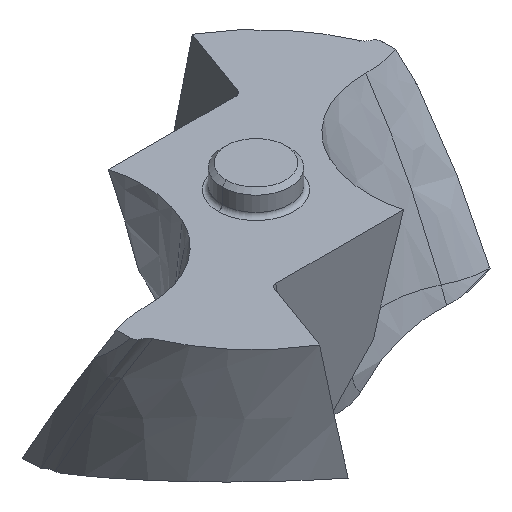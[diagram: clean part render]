
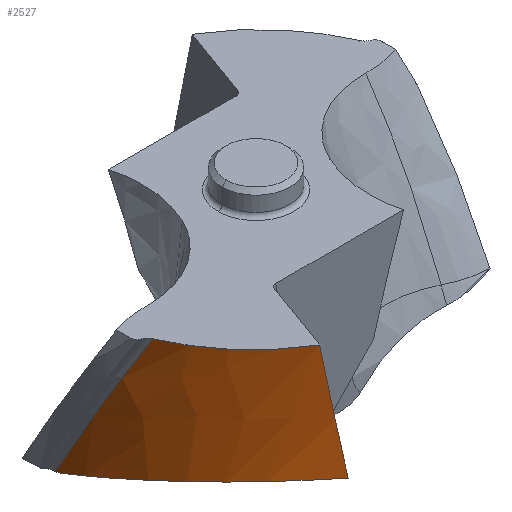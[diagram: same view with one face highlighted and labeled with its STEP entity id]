
A CAD part, isometric view. The second image highlights one B-rep face of the part: STEP entity #2527.
In plain terms, the highlighted free-form (B-spline) face has degree [3, 3] with [7, 5] control points.
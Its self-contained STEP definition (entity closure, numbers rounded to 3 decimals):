
#160=CARTESIAN_POINT('',(-3.758,-6.087,
0.));
#161=CARTESIAN_POINT('',(-4.294,-5.766,
0.));
#162=CARTESIAN_POINT('',(-5.452,-4.847,
0.));
#163=CARTESIAN_POINT('',(-6.279,-3.609,
0.));
#164=CARTESIAN_POINT('',(-6.614,-2.838,
0.));
#450=CARTESIAN_POINT('',(-7.199,0.16,
-5.398));
#762=CARTESIAN_POINT('',(-3.061,-6.434,
-4.391));
#763=CARTESIAN_POINT('',(-3.257,-6.343,
-4.355));
#764=CARTESIAN_POINT('',(-3.636,-6.146,
-4.294));
#765=CARTESIAN_POINT('',(-4.152,-5.82,
-4.232));
#766=CARTESIAN_POINT('',(-4.651,-5.442,
-4.197));
#767=CARTESIAN_POINT('',(-5.103,-5.034,
-4.19));
#768=CARTESIAN_POINT('',(-5.526,-4.581,
-4.212));
#769=CARTESIAN_POINT('',(-5.911,-4.086,
-4.263));
#770=CARTESIAN_POINT('',(-6.237,-3.583,
-4.34));
#771=CARTESIAN_POINT('',(-6.52,-3.055,
-4.441));
#772=CARTESIAN_POINT('',(-6.769,-2.467,
-4.578));
#773=CARTESIAN_POINT('',(-6.95,-1.91,
-4.728));
#774=CARTESIAN_POINT('',(-7.098,-1.264,
-4.925));
#775=CARTESIAN_POINT('',(-7.178,-0.669,
-5.126));
#776=CARTESIAN_POINT('',(-7.201,-0.226,
-5.289));
#777=CARTESIAN_POINT('',(-7.2,0.,
-5.377));
#779=CARTESIAN_POINT('',(-7.2,0.,
-5.377));
#780=CARTESIAN_POINT('',(-7.2,0.018,
-5.379));
#781=CARTESIAN_POINT('',(-7.2,0.053,
-5.384));
#782=CARTESIAN_POINT('',(-7.2,0.107,
-5.391));
#783=CARTESIAN_POINT('',(-7.199,0.142,
-5.396));
#784=CARTESIAN_POINT('',(-7.199,0.16,
-5.398));
#786=CARTESIAN_POINT('',(-7.199,0.16,
-5.398));
#787=CARTESIAN_POINT('',(-7.215,-0.425,
-4.34));
#788=CARTESIAN_POINT('',(-7.112,-1.442,
-2.54));
#789=CARTESIAN_POINT('',(-6.785,-2.438,
-0.741));
#790=CARTESIAN_POINT('',(-6.614,-2.838,
0.));
#792=CARTESIAN_POINT('',(-3.758,-6.087,
0.));
#793=CARTESIAN_POINT('',(-3.702,-6.105,
-0.334));
#794=CARTESIAN_POINT('',(-3.596,-6.14,
-0.967));
#795=CARTESIAN_POINT('',(-3.458,-6.193,
-1.805));
#796=CARTESIAN_POINT('',(-3.341,-6.247,
-2.537));
#797=CARTESIAN_POINT('',(-3.238,-6.305,
-3.199));
#798=CARTESIAN_POINT('',(-3.145,-6.367,
-3.812));
#799=CARTESIAN_POINT('',(-3.088,-6.411,
-4.202));
#800=CARTESIAN_POINT('',(-3.061,-6.434,
-4.391));
#952=CARTESIAN_POINT('',(-3.758,-6.087,
0.));
#953=VERTEX_POINT('',#952);
#954=VERTEX_POINT('',#164);
#985=CARTESIAN_POINT('',(-7.2,0.,
-5.377));
#986=VERTEX_POINT('',#985);
#987=VERTEX_POINT('',#762);
#1002=VERTEX_POINT('',#450);
#2483=CARTESIAN_POINT('',(-3.375,-6.355,
-5.453));
#2484=CARTESIAN_POINT('',(-2.94,-6.495,
-4.376));
#2485=CARTESIAN_POINT('',(-2.063,-6.756,
-2.541));
#2486=CARTESIAN_POINT('',(-0.953,-6.996,
-0.707));
#2487=CARTESIAN_POINT('',(-0.456,-7.085,
0.051));
#2488=CARTESIAN_POINT('',(-3.46,-6.31,
-5.453));
#2489=CARTESIAN_POINT('',(-3.026,-6.458,
-4.376));
#2490=CARTESIAN_POINT('',(-2.152,-6.732,
-2.541));
#2491=CARTESIAN_POINT('',(-1.045,-6.986,
-0.707));
#2492=CARTESIAN_POINT('',(-0.55,-7.08,
0.051));
#2493=CARTESIAN_POINT('',(-4.291,-5.849,
-5.453));
#2494=CARTESIAN_POINT('',(-3.877,-6.075,
-4.376));
#2495=CARTESIAN_POINT('',(-3.037,-6.482,
-2.541));
#2496=CARTESIAN_POINT('',(-1.964,-6.869,
-0.707));
#2497=CARTESIAN_POINT('',(-1.483,-7.018,
0.051));
#2498=CARTESIAN_POINT('',(-5.688,-4.659,
-5.453));
#2499=CARTESIAN_POINT('',(-5.341,-5.026,
-4.376));
#2500=CARTESIAN_POINT('',(-4.616,-5.672,
-2.541));
#2501=CARTESIAN_POINT('',(-3.658,-6.298,
-0.707));
#2502=CARTESIAN_POINT('',(-3.224,-6.546,
0.051));
#2503=CARTESIAN_POINT('',(-6.97,-2.359,
-5.453));
#2504=CARTESIAN_POINT('',(-6.785,-2.88,
-4.376));
#2505=CARTESIAN_POINT('',(-6.334,-3.791,
-2.541));
#2506=CARTESIAN_POINT('',(-5.65,-4.682,
-0.707));
#2507=CARTESIAN_POINT('',(-5.33,-5.039,
0.051));
#2508=CARTESIAN_POINT('',(-7.228,-0.612,
-5.453));
#2509=CARTESIAN_POINT('',(-7.18,-1.193,
-4.376));
#2510=CARTESIAN_POINT('',(-6.965,-2.204,
-2.541));
#2511=CARTESIAN_POINT('',(-6.516,-3.194,
-0.707));
#2512=CARTESIAN_POINT('',(-6.293,-3.592,
0.051));
#2513=CARTESIAN_POINT('',(-7.195,0.269,
-5.453));
#2514=CARTESIAN_POINT('',(-7.221,-0.328,
-4.376));
#2515=CARTESIAN_POINT('',(-7.129,-1.367,
-2.541));
#2516=CARTESIAN_POINT('',(-6.805,-2.385,
-0.707));
#2517=CARTESIAN_POINT('',(-6.633,-2.795,
0.051));
#2518=B_SPLINE_SURFACE_WITH_KNOTS('',3,3,((#2483,#2484,#2485,#2486,#2487),
(#2488,#2489,#2490,#2491,#2492),(#2493,#2494,#2495,#2496,#2497),(#2498,#2499,
#2500,#2501,#2502),(#2503,#2504,#2505,#2506,#2507),(#2508,#2509,#2510,#2511,
#2512),(#2513,#2514,#2515,#2516,#2517)),.UNSPECIFIED.,.F.,.F.,.F.,(4,1,1,1,4),
(4,1,4),(0.222,0.25,0.5,0.75,1.008),(
0.066,3.796,6.421),.UNSPECIFIED.);
#2519=ORIENTED_EDGE('',*,*,#1693,.T.);
#2520=ORIENTED_EDGE('',*,*,#1737,.T.);
#2521=ORIENTED_EDGE('',*,*,#2471,.T.);
#2522=ORIENTED_EDGE('',*,*,#1288,.F.);
#2524=ORIENTED_EDGE('',*,*,#2523,.T.);
#2525=EDGE_LOOP('',(#2519,#2520,#2521,#2522,#2524));
#2526=FACE_OUTER_BOUND('',#2525,.F.);
#165=B_SPLINE_CURVE_WITH_KNOTS('',3,(#160,#161,#162,#163,#164),.UNSPECIFIED.,
.F.,.F.,(4,1,4),(0.,0.426,1.),.UNSPECIFIED.);
#778=B_SPLINE_CURVE_WITH_KNOTS('',3,(#762,#763,#764,#765,#766,#767,#768,#769,
#770,#771,#772,#773,#774,#775,#776,#777),.UNSPECIFIED.,.F.,.F.,(4,1,1,1,1,1,1,1,
1,1,1,1,1,4),(0.,0.077,0.154,0.231,
0.308,0.385,0.462,0.538,
0.615,0.692,0.769,0.846,
0.923,1.),.UNSPECIFIED.);
#785=B_SPLINE_CURVE_WITH_KNOTS('',3,(#779,#780,#781,#782,#783,#784),
.UNSPECIFIED.,.F.,.F.,(4,1,1,4),(0.,0.333,0.667,1.),
.UNSPECIFIED.);
#791=B_SPLINE_CURVE_WITH_KNOTS('',3,(#786,#787,#788,#789,#790),.UNSPECIFIED.,
.F.,.F.,(4,1,4),(0.,0.588,1.),.UNSPECIFIED.);
#801=B_SPLINE_CURVE_WITH_KNOTS('',3,(#792,#793,#794,#795,#796,#797,#798,#799,
#800),.UNSPECIFIED.,.F.,.F.,(4,1,1,1,1,1,4),(0.,0.167,
0.333,0.5,0.667,0.833,1.),
.UNSPECIFIED.);
#1288=EDGE_CURVE('',#953,#954,#165,.T.);
#1693=EDGE_CURVE('',#987,#986,#778,.T.);
#1737=EDGE_CURVE('',#986,#1002,#785,.T.);
#2471=EDGE_CURVE('',#1002,#954,#791,.T.);
#2523=EDGE_CURVE('',#953,#987,#801,.T.);
#2527=ADVANCED_FACE('',(#2526),#2518,.F.);
